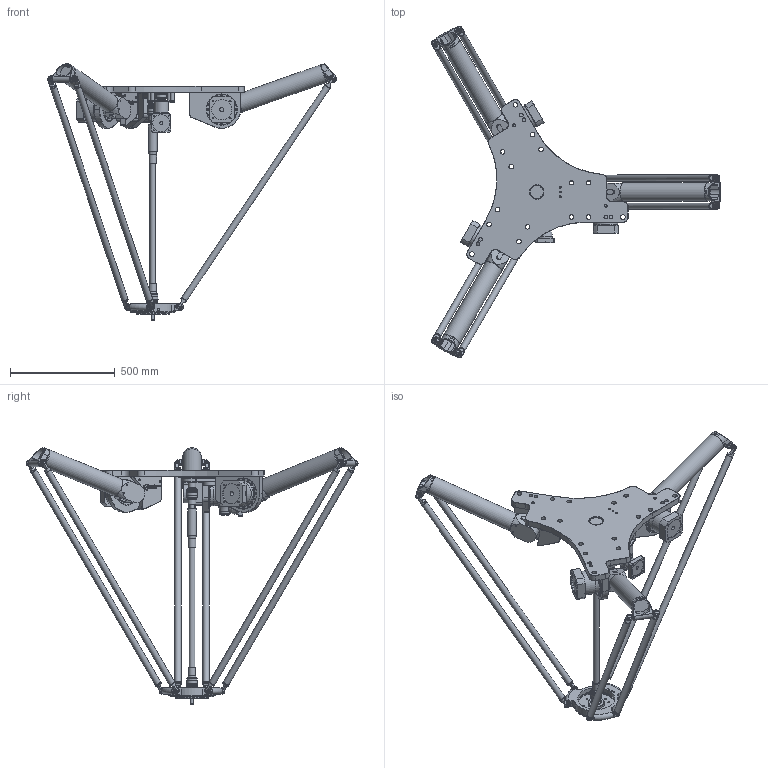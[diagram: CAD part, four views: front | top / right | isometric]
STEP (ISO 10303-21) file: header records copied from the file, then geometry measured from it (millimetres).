
FILE_DESCRIPTION(/* description */ (''),/* implementation_level */ '2;1');
FILE_NAME(/* name */ '3D-model_A_00066-TS1.stp',/* time_stamp */ '2022-02-08T08:59:15+01:00',/* author */ ('michael.schutter'),/* organization */ ('Majatronic'),/* preprocessor_version */ 'ST-DEVELOPER v16.5',/* originating_system */ 'Autodesk Inventor 2017',/* authorisation */ '');
FILE_SCHEMA (('AUTOMOTIVE_DESIGN { 1 0 10303 214 3 1 1 }'));
Length unit declared in the file: millimetre
Products named in the file (11): MT_BGR00017991MT_BGR; MT_BGR00018058MT_BGR; MT_WST00054336MT_WST; MT_WST00055606MT_WST; MT_WST00055109MT_WST; MT_WST00069206MT_WST; MT_WST00050309MT_WST; MT_WST00055471MT_WST; MT_WST00055473MT_WST; MT_WST00055475MT_WST; MT_WST00055476MT_WST
Assembly tree (22 placements, depth 3):
  MT_BGR00017991MT_BGR
    MT_BGR00018058MT_BGR
      MT_WST00054336MT_WST
      MT_WST00055606MT_WST
    MT_WST00055109MT_WST  x3
    MT_WST00050309MT_WST  x6
    MT_WST00069206MT_WST  x6
    MT_WST00055471MT_WST
    MT_WST00055473MT_WST
    MT_WST00055475MT_WST
    MT_WST00055476MT_WST
Bounding box: 1381.26 x 1587.12 x 1225.69 mm (x, y, z)
Volume: 36848343.1 mm3; surface area: 3226141.8 mm2
Topology: 21 solids, 37 shells, 2965 faces, 6942 edges, 4414 vertices
Faces by surface type: plane 1510, cylinder 900, cone 329, torus 121, bspline 101, sphere 4
Full cylindrical faces by diameter (mm): 4 x1, 4.134 x1, 4.917 x15, 6.647 x13, 8 x77, 8.376 x6, 8.5 x48, 9.6 x3, 10 x1, 12 x22, 14 x1, 14.5 x1, 15 x12, 15.4 x2, 16 x15, 17.294 x6, 18 x48, 19 x3, 19.7 x1, 20 x4, 22 x15, 23.9 x1, 24 x1, 25 x2, 28 x1, 28.4 x1, 30 x12, 30.01 x6, 34 x1, 35 x2
Entity records: 60874 total; most frequent: CARTESIAN_POINT 18445, DIRECTION 8868, ORIENTED_EDGE 7730, EDGE_CURVE 3864, AXIS2_PLACEMENT_3D 3335, VERTEX_POINT 2713, EDGE_LOOP 2655, LINE 2198
